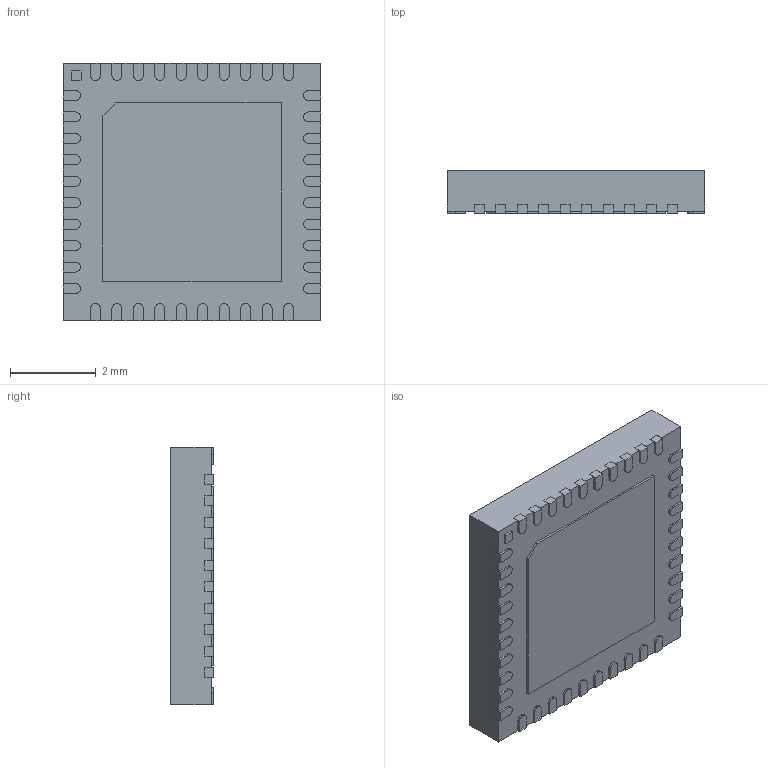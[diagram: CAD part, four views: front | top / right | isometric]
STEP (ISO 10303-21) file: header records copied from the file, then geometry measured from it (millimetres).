
FILE_DESCRIPTION (( 'STEP AP214' ), '1' );
FILE_NAME ('AFE4490RHAT.STEP', '2024-04-22T10:52:38', ( '' ), ( '' ), 'SwSTEP 2.0', 'SolidWorks 2021', '' );
FILE_SCHEMA (( 'AUTOMOTIVE_DESIGN' ));
Length unit declared in the file: millimetre
Products named in the file (1): AFE4490RHAT
Bounding box: 6 x 1 x 6 mm (x, y, z)
Volume: 35.2 mm3; surface area: 155.7 mm2
Topology: 43 solids, 43 shells, 450 faces, 1086 edges, 724 vertices
Faces by surface type: plane 350, cylinder 100
Entity records: 16335 total; most frequent: CARTESIAN_POINT 2261, DIRECTION 2188, ORIENTED_EDGE 2172, EDGE_CURVE 1086, LINE 886, VECTOR 886, VERTEX_POINT 724, AXIS2_PLACEMENT_3D 651
